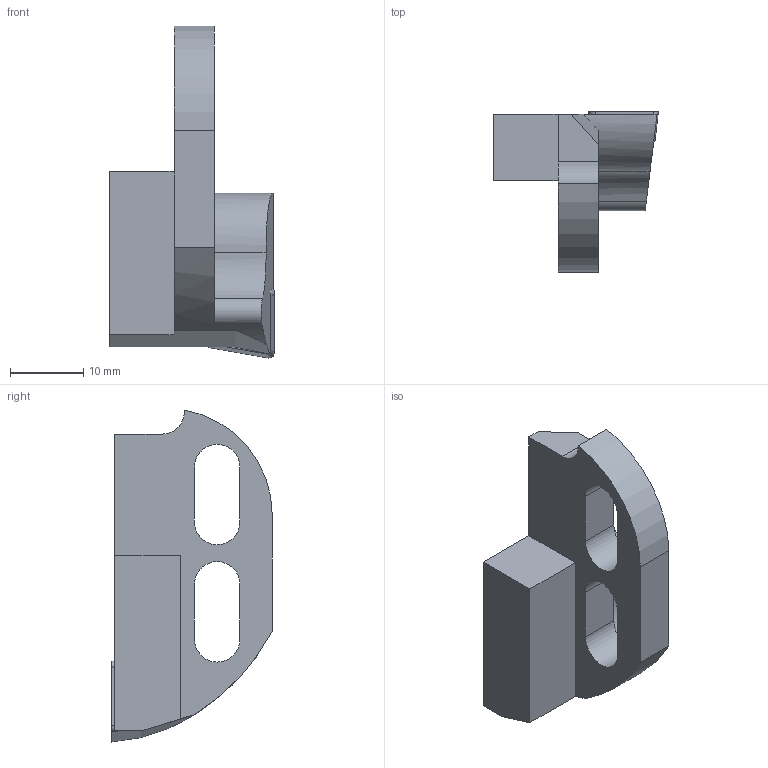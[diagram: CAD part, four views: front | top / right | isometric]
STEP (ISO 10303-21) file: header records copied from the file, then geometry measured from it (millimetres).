
FILE_DESCRIPTION(/* description */ (''),/* implementation_level */ '2;1');
FILE_NAME(/* name */ 'A61040CC0990.stp',/* time_stamp */ '2017-10-27T11:34:33+05:00',/* author */ (''),/* organization */ (''),/* preprocessor_version */ 'ST-DEVELOPER v16',/* originating_system */ 'SIEMENS PLM Software NX 11.0',/* authorisation */ '');
FILE_SCHEMA (('AUTOMOTIVE_DESIGN { 1 0 10303 214 3 1 1 1 }'));
Length unit declared in the file: millimetre
Products named in the file (1): A61040CC0990
Bounding box: 22.5 x 21.88 x 45.28 mm (x, y, z)
Volume: 6632.3 mm3; surface area: 3561.7 mm2
Topology: 2 solids, 2 shells, 42 faces, 116 edges, 78 vertices
Faces by surface type: plane 27, cylinder 14, cone 1
Entity records: 1424 total; most frequent: DIRECTION 241, CARTESIAN_POINT 240, ORIENTED_EDGE 230, EDGE_CURVE 115, LINE 81, VECTOR 81, AXIS2_PLACEMENT_3D 80, VERTEX_POINT 79
